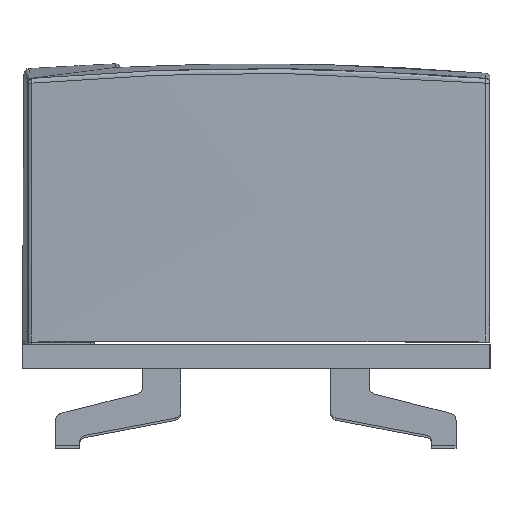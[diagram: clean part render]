
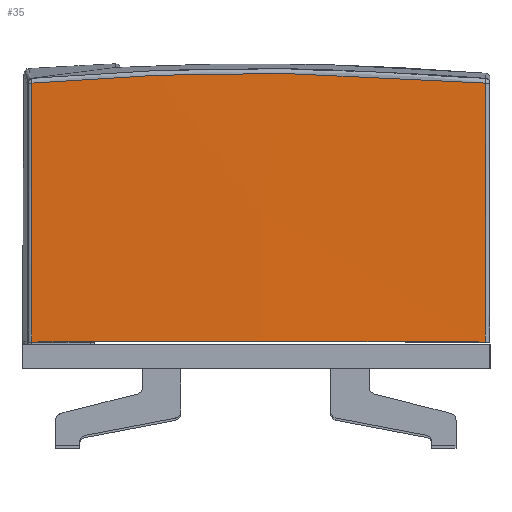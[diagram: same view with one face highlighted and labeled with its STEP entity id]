
A CAD part, left-side view. The second image highlights one B-rep face of the part: STEP entity #35.
In plain terms, the highlighted free-form (B-spline) face has degree [2, 3] with [3, 6] control points.
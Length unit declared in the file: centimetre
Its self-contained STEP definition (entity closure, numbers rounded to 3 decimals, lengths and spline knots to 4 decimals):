
#35=ADVANCED_FACE($,(#202),#1783,.T.);
#202=FACE_OUTER_BOUND($,#369,.T.);
#369=EDGE_LOOP($,(#552,#553,#554,#555));
#552=ORIENTED_EDGE($,*,*,#1220,.T.);
#553=ORIENTED_EDGE($,*,*,#1222,.T.);
#554=ORIENTED_EDGE($,*,*,#1221,.T.);
#555=ORIENTED_EDGE($,*,*,#1216,.F.);
#1216=EDGE_CURVE($,#1559,#1558,#1986,.T.);
#1220=EDGE_CURVE($,#1559,#1561,#1987,.T.);
#1221=EDGE_CURVE($,#1562,#1558,#1988,.T.);
#1222=EDGE_CURVE($,#1561,#1562,#1989,.T.);
#1558=VERTEX_POINT($,#3222);
#1559=VERTEX_POINT($,#3223);
#1561=VERTEX_POINT($,#3225);
#1562=VERTEX_POINT($,#3226);
#1783=(
BOUNDED_SURFACE()
B_SPLINE_SURFACE(2,3,((#2863,#2864,#2865,#2866,#2867,#2868),(#2869,#2870,
#2871,#2872,#2873,#2874),(#2875,#2876,#2877,#2878,#2879,#2880)),.UNSPECIFIED.,
.F.,.F.,.F.)
B_SPLINE_SURFACE_WITH_KNOTS((3,3),(4,2,4),(28.,82.1537),
(0.8714,43.5207,86.1701),.UNSPECIFIED.)
GEOMETRIC_REPRESENTATION_ITEM()
RATIONAL_B_SPLINE_SURFACE(((1.,1.,1.,1.,1.,1.),(1.,1.,1.,1.,1.,1.),(1.,1.,
1.,1.,1.,1.)))
REPRESENTATION_ITEM($)
SURFACE()
);
#1986=(
BOUNDED_CURVE()
B_SPLINE_CURVE(3,(#2355,#2356,#2357,#2358,#2359,#2360),.UNSPECIFIED.,.F.,
.F.)
B_SPLINE_CURVE_WITH_KNOTS((4,2,4),(0.8714,43.5207,86.1701),
.UNSPECIFIED.)
CURVE()
GEOMETRIC_REPRESENTATION_ITEM()
RATIONAL_B_SPLINE_CURVE((1.,1.,1.,1.,1.,1.))
REPRESENTATION_ITEM($)
);
#1987=(
BOUNDED_CURVE()
B_SPLINE_CURVE(3,(#2395,#2396,#2397,#2398),.UNSPECIFIED.,.F.,.F.)
B_SPLINE_CURVE_WITH_KNOTS((4,4),(0.0062,53.6686),.UNSPECIFIED.)
CURVE()
GEOMETRIC_REPRESENTATION_ITEM()
RATIONAL_B_SPLINE_CURVE((1.,1.,1.,1.))
REPRESENTATION_ITEM($)
);
#1988=(
BOUNDED_CURVE()
B_SPLINE_CURVE(3,(#2399,#2400,#2401,#2402),.UNSPECIFIED.,.F.,.F.)
B_SPLINE_CURVE_WITH_KNOTS((4,4),(0.8577,54.52),.UNSPECIFIED.)
CURVE()
GEOMETRIC_REPRESENTATION_ITEM()
RATIONAL_B_SPLINE_CURVE((1.,1.,1.,1.))
REPRESENTATION_ITEM($)
);
#1989=(
BOUNDED_CURVE()
B_SPLINE_CURVE(3,(#2403,#2404,#2405,#2406,#2407,#2408,#2409,#2410),.UNSPECIFIED.,
.F.,.F.)
B_SPLINE_CURVE_WITH_KNOTS((4,1,3,4),(0.8927,22.8229,
47.9069,94.921),.UNSPECIFIED.)
CURVE()
GEOMETRIC_REPRESENTATION_ITEM()
RATIONAL_B_SPLINE_CURVE((1.,1.,1.,1.,1.,1.,1.,1.))
REPRESENTATION_ITEM($)
);
#2355=CARTESIAN_POINT($,(10933.4874,-3310.955,5.5074));
#2356=CARTESIAN_POINT($,(10932.8448,-3295.309,5.6112));
#2357=CARTESIAN_POINT($,(10932.523,-3279.6367,5.6633));
#2358=CARTESIAN_POINT($,(10932.523,-3248.2911,5.6633));
#2359=CARTESIAN_POINT($,(10932.8448,-3232.6189,5.6112));
#2360=CARTESIAN_POINT($,(10933.4874,-3216.9729,5.5074));
#2395=CARTESIAN_POINT($,(10933.4874,-3310.955,5.5074));
#2396=CARTESIAN_POINT($,(10933.4913,-3310.9506,23.3948));
#2397=CARTESIAN_POINT($,(10933.4952,-3310.9462,41.2823));
#2398=CARTESIAN_POINT($,(10933.4992,-3310.9418,59.1697));
#2399=CARTESIAN_POINT($,(10933.4992,-3216.986,59.1697));
#2400=CARTESIAN_POINT($,(10933.4952,-3216.9816,41.2823));
#2401=CARTESIAN_POINT($,(10933.4913,-3216.9772,23.3948));
#2402=CARTESIAN_POINT($,(10933.4874,-3216.9729,5.5074));
#2403=CARTESIAN_POINT($,(10933.4992,-3310.9418,59.1697));
#2404=CARTESIAN_POINT($,(10933.2922,-3303.6577,59.8023));
#2405=CARTESIAN_POINT($,(10932.9521,-3288.0113,60.8419));
#2406=CARTESIAN_POINT($,(10932.8338,-3272.3303,61.2037));
#2407=CARTESIAN_POINT($,(10932.8338,-3263.9639,61.2037));
#2408=CARTESIAN_POINT($,(10932.8339,-3248.2829,61.2036));
#2409=CARTESIAN_POINT($,(10933.0555,-3232.6019,60.5259));
#2410=CARTESIAN_POINT($,(10933.4992,-3216.986,59.1697));
#2863=CARTESIAN_POINT($,(10933.4874,-3310.955,5.5074));
#2864=CARTESIAN_POINT($,(10932.8448,-3295.309,5.6112));
#2865=CARTESIAN_POINT($,(10932.523,-3279.6367,5.6633));
#2866=CARTESIAN_POINT($,(10932.523,-3248.2911,5.6633));
#2867=CARTESIAN_POINT($,(10932.8448,-3232.6189,5.6112));
#2868=CARTESIAN_POINT($,(10933.4874,-3216.9729,5.5074));
#2869=CARTESIAN_POINT($,(10933.4936,-3310.9561,32.6227));
#2870=CARTESIAN_POINT($,(10932.9515,-3295.3287,33.3479));
#2871=CARTESIAN_POINT($,(10932.68,-3279.6466,33.7112));
#2872=CARTESIAN_POINT($,(10932.68,-3248.2812,33.7112));
#2873=CARTESIAN_POINT($,(10932.9515,-3232.5992,33.3479));
#2874=CARTESIAN_POINT($,(10933.4936,-3216.9717,32.6227));
#2875=CARTESIAN_POINT($,(10933.4998,-3310.9573,59.738));
#2876=CARTESIAN_POINT($,(10933.0581,-3295.3485,61.0846));
#2877=CARTESIAN_POINT($,(10932.8369,-3279.6565,61.7591));
#2878=CARTESIAN_POINT($,(10932.8369,-3248.2713,61.7591));
#2879=CARTESIAN_POINT($,(10933.0581,-3232.5796,61.0847));
#2880=CARTESIAN_POINT($,(10933.4998,-3216.9705,59.738));
#3222=CARTESIAN_POINT($,(10933.4874,-3216.9729,5.5074));
#3223=CARTESIAN_POINT($,(10933.4874,-3310.955,5.5074));
#3225=CARTESIAN_POINT($,(10933.4992,-3310.9418,59.1697));
#3226=CARTESIAN_POINT($,(10933.4992,-3216.986,59.1697));
